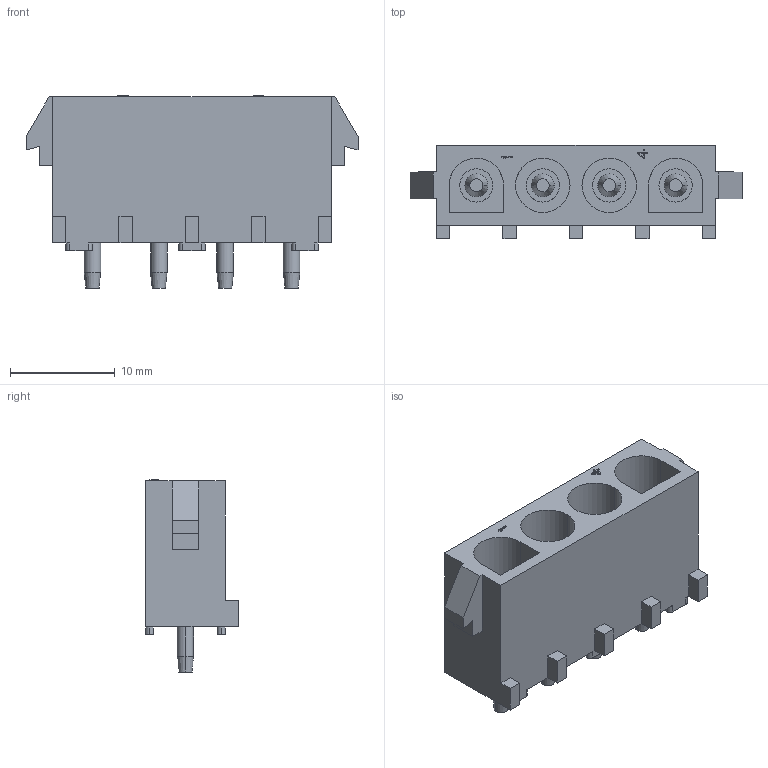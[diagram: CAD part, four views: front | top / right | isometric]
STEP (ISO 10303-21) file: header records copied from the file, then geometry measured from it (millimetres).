
FILE_DESCRIPTION(('STEP AP242'),'1');
FILE_NAME('350792-1.stp','2022-08-03T08:08:44',('TraceParts'),('TraceParts S.A.'),'Spatial InterOp 3D',' ',' ');
FILE_SCHEMA(('AP242_MANAGED_MODEL_BASED_3D_ENGINEERING_MIM_LF {1 0 10303 442 1 1 4}'));
Length unit declared in the file: millimetre
Products named in the file (1): 350792-1
Bounding box: 31.75 x 8.89 x 18.38 mm (x, y, z)
Volume: 1953 mm3; surface area: 2771.3 mm2
Topology: 1 solids, 1 shells, 167 faces, 419 edges, 274 vertices
Faces by surface type: plane 97, cylinder 54, cone 16
Entity records: 5004 total; most frequent: DIRECTION 879, CARTESIAN_POINT 861, ORIENTED_EDGE 838, EDGE_CURVE 419, LINE 295, VECTOR 295, AXIS2_PLACEMENT_3D 292, VERTEX_POINT 274
